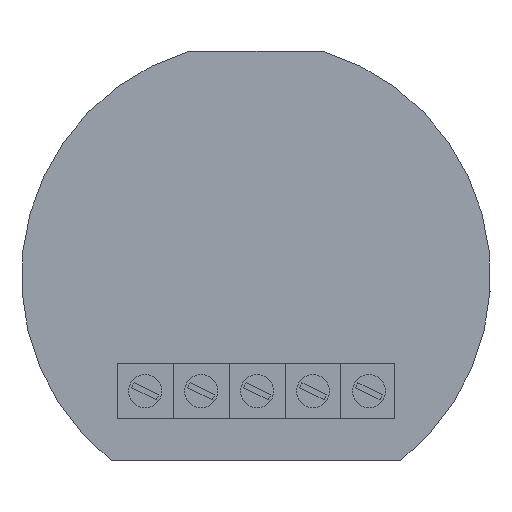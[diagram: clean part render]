
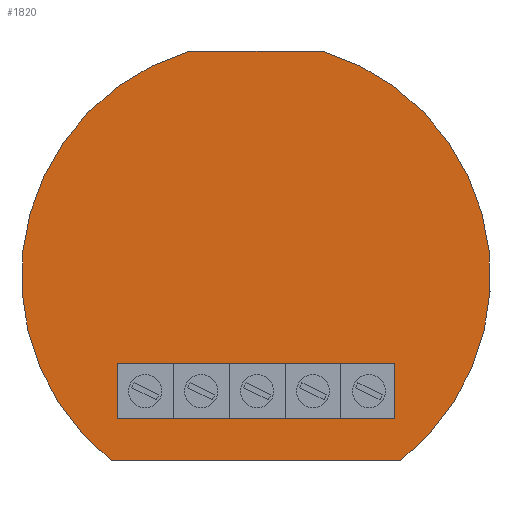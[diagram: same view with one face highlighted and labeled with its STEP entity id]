
A CAD part, front view. The second image highlights one B-rep face of the part: STEP entity #1820.
In plain terms, the highlighted planar face has unit normal (0, -1, 0).
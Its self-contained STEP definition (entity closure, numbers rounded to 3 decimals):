
#550=CIRCLE('',#1915,2.13);
#551=CIRCLE('',#1918,2.13);
#642=VERTEX_POINT('',#2535);
#643=VERTEX_POINT('',#2537);
#648=VERTEX_POINT('',#2550);
#649=VERTEX_POINT('',#2552);
#670=VERTEX_POINT('',#2613);
#671=VERTEX_POINT('',#2615);
#672=VERTEX_POINT('',#2619);
#673=VERTEX_POINT('',#2623);
#798=VECTOR('',#2160,1.);
#805=VECTOR('',#2169,1.);
#813=VECTOR('',#2179,1.);
#836=VECTOR('',#2218,1.);
#838=VECTOR('',#2225,1.);
#840=VECTOR('',#2229,1.);
#966=LINE('',#2536,#798);
#973=LINE('',#2551,#805);
#981=LINE('',#2566,#813);
#1004=LINE('',#2620,#836);
#1006=LINE('',#2626,#838);
#1008=LINE('',#2630,#840);
#1146=EDGE_CURVE('',#642,#643,#966,.T.);
#1153=EDGE_CURVE('',#648,#649,#973,.T.);
#1161=EDGE_CURVE('',#642,#649,#981,.T.);
#1187=EDGE_CURVE('',#671,#670,#550,.T.);
#1189=EDGE_CURVE('',#671,#672,#1004,.T.);
#1191=EDGE_CURVE('',#673,#672,#551,.T.);
#1192=EDGE_CURVE('',#673,#670,#1006,.T.);
#1194=EDGE_CURVE('',#648,#643,#1008,.T.);
#1560=ORIENTED_EDGE('',*,*,#1146,.F.);
#1561=ORIENTED_EDGE('',*,*,#1161,.T.);
#1562=ORIENTED_EDGE('',*,*,#1153,.F.);
#1563=ORIENTED_EDGE('',*,*,#1194,.T.);
#1564=ORIENTED_EDGE('',*,*,#1192,.T.);
#1565=ORIENTED_EDGE('',*,*,#1187,.F.);
#1566=ORIENTED_EDGE('',*,*,#1189,.T.);
#1567=ORIENTED_EDGE('',*,*,#1191,.F.);
#1654=EDGE_LOOP('',(#1560,#1561,#1562,#1563));
#1655=EDGE_LOOP('',(#1564,#1565,#1566,#1567));
#1742=FACE_BOUND('',#1654,.T.);
#1743=FACE_BOUND('',#1655,.T.);
#1820=ADVANCED_FACE('',(#1742,#1743),#2706,.F.);
#1915=AXIS2_PLACEMENT_3D('',#2616,#2214,#2215);
#1918=AXIS2_PLACEMENT_3D('',#2624,#2222,#2223);
#1923=AXIS2_PLACEMENT_3D('',#2633,#2232,$);
#2160=DIRECTION('',(1.,0.,0.));
#2169=DIRECTION('',(-1.,0.,0.));
#2179=DIRECTION('',(0.,0.,1.));
#2214=DIRECTION('',(0.,1.,0.));
#2215=DIRECTION('',(2.13,0.,0.));
#2218=DIRECTION('',(-1.,0.,0.));
#2222=DIRECTION('',(0.,1.,0.));
#2223=DIRECTION('',(2.13,0.,0.));
#2225=DIRECTION('',(1.,0.,0.));
#2229=DIRECTION('',(0.,0.,-1.));
#2232=DIRECTION('',(0.,1.,0.));
#2535=CARTESIAN_POINT('',(-1.26,0.,-1.296));
#2536=CARTESIAN_POINT('',(-1.26,0.,-1.296));
#2537=CARTESIAN_POINT('',(1.26,0.,-1.296));
#2550=CARTESIAN_POINT('',(1.26,0.,-0.796));
#2551=CARTESIAN_POINT('',(1.26,0.,-0.796));
#2552=CARTESIAN_POINT('',(-1.26,0.,-0.796));
#2566=CARTESIAN_POINT('',(-1.26,0.,-1.446));
#2613=CARTESIAN_POINT('',(1.315,0.,-1.676));
#2615=CARTESIAN_POINT('',(0.61,0.,2.041));
#2616=CARTESIAN_POINT('',(0.,0.,0.));
#2619=CARTESIAN_POINT('',(-0.61,0.,2.041));
#2620=CARTESIAN_POINT('',(0.61,0.,2.041));
#2623=CARTESIAN_POINT('',(-1.315,0.,-1.676));
#2624=CARTESIAN_POINT('',(0.,0.,0.));
#2626=CARTESIAN_POINT('',(-1.315,0.,-1.676));
#2630=CARTESIAN_POINT('',(1.26,0.,-0.646));
#2633=CARTESIAN_POINT('',(0.,0.,0.073));
#2706=PLANE('',#1923);
